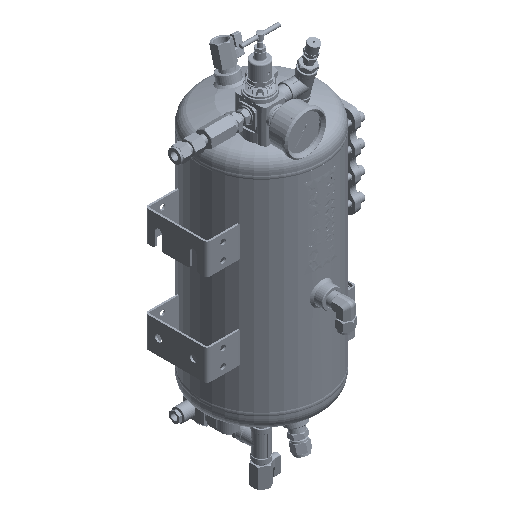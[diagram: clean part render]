
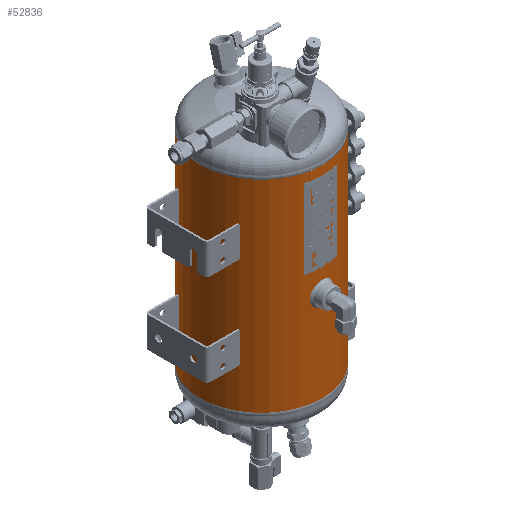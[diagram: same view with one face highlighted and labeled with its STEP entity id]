
A CAD part, isometric view. The second image highlights one B-rep face of the part: STEP entity #52836.
In plain terms, the highlighted cylindrical face has radius 100 mm (diameter 200 mm), a partial arc.
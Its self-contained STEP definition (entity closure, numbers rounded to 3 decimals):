
#3281=LINE('',#82464,#6721);
#3282=LINE('',#82469,#6722);
#3283=LINE('',#82473,#6723);
#3284=LINE('',#82477,#6724);
#6721=VECTOR('',#68133,1000.);
#6722=VECTOR('',#68136,1000.);
#6723=VECTOR('',#68139,1000.);
#6724=VECTOR('',#68142,1000.);
#10161=CIRCLE('',#62721,100.);
#10162=CIRCLE('',#62722,100.);
#10163=CIRCLE('',#62723,100.);
#10164=CIRCLE('',#62724,100.);
#12040=ORIENTED_EDGE('',*,*,#27880,.T.);
#12041=ORIENTED_EDGE('',*,*,#27881,.T.);
#12042=ORIENTED_EDGE('',*,*,#27882,.T.);
#12043=ORIENTED_EDGE('',*,*,#27883,.F.);
#12044=ORIENTED_EDGE('',*,*,#27884,.F.);
#12045=ORIENTED_EDGE('',*,*,#27885,.F.);
#12046=ORIENTED_EDGE('',*,*,#27886,.F.);
#12047=ORIENTED_EDGE('',*,*,#27887,.T.);
#12048=ORIENTED_EDGE('',*,*,#27888,.T.);
#12049=ORIENTED_EDGE('',*,*,#27889,.F.);
#12050=ORIENTED_EDGE('',*,*,#27890,.F.);
#27880=EDGE_CURVE('',#35800,#35800,#41330,.T.);
#27881=EDGE_CURVE('',#35801,#35801,#41331,.T.);
#27882=EDGE_CURVE('',#35802,#35802,#41332,.T.);
#27883=EDGE_CURVE('',#35803,#35804,#3281,.T.);
#27884=EDGE_CURVE('',#35805,#35803,#10161,.T.);
#27885=EDGE_CURVE('',#35806,#35805,#3282,.F.);
#27886=EDGE_CURVE('',#35807,#35806,#10162,.T.);
#27887=EDGE_CURVE('',#35807,#35808,#3283,.T.);
#27888=EDGE_CURVE('',#35808,#35809,#10163,.T.);
#27889=EDGE_CURVE('',#35810,#35809,#3284,.T.);
#27890=EDGE_CURVE('',#35804,#35810,#10164,.T.);
#35800=VERTEX_POINT('',#82439);
#35801=VERTEX_POINT('',#82451);
#35802=VERTEX_POINT('',#82463);
#35803=VERTEX_POINT('',#82465);
#35804=VERTEX_POINT('',#82466);
#35805=VERTEX_POINT('',#82468);
#35806=VERTEX_POINT('',#82470);
#35807=VERTEX_POINT('',#82472);
#35808=VERTEX_POINT('',#82474);
#35809=VERTEX_POINT('',#82476);
#35810=VERTEX_POINT('',#82478);
#41330=B_SPLINE_CURVE_WITH_KNOTS('',3,(#82420,#82421,#82422,#82423,#82424,
#82425,#82426,#82427,#82428,#82429,#82430,#82431,#82432,#82433,#82434,#82435,
#82436,#82437,#82438),.UNSPECIFIED.,.T.,.F.,(1,1,1,1,1,1,1,1,1,1,1,1,1,
1,1,1,1,1,1,1,1,1,1),(-0.018,-0.012,-0.006,
0.,0.006,0.012,0.018,0.023,
0.029,0.035,0.041,0.047,
0.053,0.059,0.065,0.07,
0.076,0.082,0.088,0.094,
0.1,0.106,0.112),.UNSPECIFIED.);
#41331=B_SPLINE_CURVE_WITH_KNOTS('',3,(#82440,#82441,#82442,#82443,#82444,
#82445,#82446,#82447,#82448,#82449,#82450),.UNSPECIFIED.,.T.,.F.,(1,1,1,
1,1,1,1,1,1,1,1,1,1,1,1),(-0.012,-0.008,-0.004,
0.,0.004,0.008,0.012,
0.016,0.02,0.023,0.027,
0.031,0.035,0.039,0.043),
 .UNSPECIFIED.);
#41332=B_SPLINE_CURVE_WITH_KNOTS('',3,(#82452,#82453,#82454,#82455,#82456,
#82457,#82458,#82459,#82460,#82461,#82462),.UNSPECIFIED.,.T.,.F.,(1,1,1,
1,1,1,1,1,1,1,1,1,1,1,1),(-0.012,-0.008,-0.004,
0.,0.004,0.008,0.012,
0.016,0.02,0.023,0.027,
0.031,0.035,0.039,0.043),
 .UNSPECIFIED.);
#43571=EDGE_LOOP('',(#12040));
#43572=EDGE_LOOP('',(#12041));
#43573=EDGE_LOOP('',(#12042));
#43574=EDGE_LOOP('',(#12043,#12044,#12045,#12046,#12047,#12048,#12049,#12050));
#47788=FACE_BOUND('',#43571,.T.);
#47789=FACE_BOUND('',#43572,.T.);
#47790=FACE_BOUND('',#43573,.T.);
#47791=FACE_BOUND('',#43574,.T.);
#52005=CYLINDRICAL_SURFACE('',#62720,100.);
#52836=ADVANCED_FACE('',(#47788,#47789,#47790,#47791),#52005,.T.);
#62720=AXIS2_PLACEMENT_3D('',#82419,#68131,#68132);
#62721=AXIS2_PLACEMENT_3D('',#82467,#68134,#68135);
#62722=AXIS2_PLACEMENT_3D('',#82471,#68137,#68138);
#62723=AXIS2_PLACEMENT_3D('',#82475,#68140,#68141);
#62724=AXIS2_PLACEMENT_3D('',#82479,#68143,#68144);
#68131=DIRECTION('',(0.,-1.,0.));
#68132=DIRECTION('',(0.,0.,-1.));
#68133=DIRECTION('',(0.,-1.,0.));
#68134=DIRECTION('',(0.,1.,0.));
#68135=DIRECTION('',(1.,0.,0.));
#68136=DIRECTION('',(0.,-1.,0.));
#68137=DIRECTION('',(0.,-1.,0.));
#68138=DIRECTION('',(1.,0.,0.));
#68139=DIRECTION('',(0.,-1.,0.));
#68140=DIRECTION('',(0.,1.,0.));
#68141=DIRECTION('',(1.,0.,0.));
#68142=DIRECTION('',(0.,-1.,0.));
#68143=DIRECTION('',(0.,-1.,0.));
#68144=DIRECTION('',(1.,0.,0.));
#82419=CARTESIAN_POINT('',(0.,330.,0.));
#82420=CARTESIAN_POINT('',(-98.994,187.429,14.208));
#82421=CARTESIAN_POINT('',(-98.806,181.503,15.395));
#82422=CARTESIAN_POINT('',(-98.993,175.608,14.214));
#82423=CARTESIAN_POINT('',(-99.436,170.625,10.88));
#82424=CARTESIAN_POINT('',(-99.878,167.295,5.9));
#82425=CARTESIAN_POINT('',(-100.061,166.117,0.009));
#82426=CARTESIAN_POINT('',(-99.879,167.288,-5.887));
#82427=CARTESIAN_POINT('',(-99.437,170.623,-10.879));
#82428=CARTESIAN_POINT('',(-98.992,175.61,-14.215));
#82429=CARTESIAN_POINT('',(-98.807,181.503,-15.391));
#82430=CARTESIAN_POINT('',(-98.992,187.396,-14.219));
#82431=CARTESIAN_POINT('',(-99.435,192.379,-10.892));
#82432=CARTESIAN_POINT('',(-99.877,195.718,-5.914));
#82433=CARTESIAN_POINT('',(-100.061,196.901,-0.013));
#82434=CARTESIAN_POINT('',(-99.878,195.728,5.889));
#82435=CARTESIAN_POINT('',(-99.437,192.395,10.874));
#82436=CARTESIAN_POINT('',(-98.994,187.429,14.208));
#82437=CARTESIAN_POINT('',(-98.806,181.503,15.395));
#82438=CARTESIAN_POINT('',(-98.993,175.608,14.214));
#82439=CARTESIAN_POINT('',(-98.869,181.508,15.));
#82440=CARTESIAN_POINT('',(3.922,158.915,-99.937));
#82441=CARTESIAN_POINT('',(-0.001,160.542,-100.031));
#82442=CARTESIAN_POINT('',(-3.918,158.916,-99.937));
#82443=CARTESIAN_POINT('',(-5.54,155.004,-99.844));
#82444=CARTESIAN_POINT('',(-3.921,151.083,-99.937));
#82445=CARTESIAN_POINT('',(-0.001,149.46,-100.031));
#82446=CARTESIAN_POINT('',(3.913,151.078,-99.938));
#82447=CARTESIAN_POINT('',(5.541,154.994,-99.844));
#82448=CARTESIAN_POINT('',(3.922,158.915,-99.937));
#82449=CARTESIAN_POINT('',(-0.001,160.542,-100.031));
#82450=CARTESIAN_POINT('',(-3.918,158.916,-99.937));
#82451=CARTESIAN_POINT('',(0.,160.,-100.));
#82452=CARTESIAN_POINT('',(3.922,48.915,-99.937));
#82453=CARTESIAN_POINT('',(-0.001,50.542,-100.031));
#82454=CARTESIAN_POINT('',(-3.918,48.916,-99.937));
#82455=CARTESIAN_POINT('',(-5.54,45.004,-99.844));
#82456=CARTESIAN_POINT('',(-3.921,41.083,-99.937));
#82457=CARTESIAN_POINT('',(-0.001,39.46,-100.031));
#82458=CARTESIAN_POINT('',(3.913,41.078,-99.938));
#82459=CARTESIAN_POINT('',(5.541,44.994,-99.844));
#82460=CARTESIAN_POINT('',(3.922,48.915,-99.937));
#82461=CARTESIAN_POINT('',(-0.001,50.542,-100.031));
#82462=CARTESIAN_POINT('',(-3.918,48.916,-99.937));
#82463=CARTESIAN_POINT('',(0.,50.,-100.));
#82464=CARTESIAN_POINT('',(-0.241,165.,100.));
#82465=CARTESIAN_POINT('',(-0.241,330.,100.));
#82466=CARTESIAN_POINT('',(-0.241,265.,100.));
#82467=CARTESIAN_POINT('',(0.,330.,0.));
#82468=CARTESIAN_POINT('',(0.241,330.,100.));
#82469=CARTESIAN_POINT('',(0.241,165.,100.));
#82470=CARTESIAN_POINT('',(0.241,265.,100.));
#82471=CARTESIAN_POINT('',(0.,265.,0.));
#82472=CARTESIAN_POINT('',(0.254,265.,100.));
#82473=CARTESIAN_POINT('',(0.254,265.,100.));
#82474=CARTESIAN_POINT('',(0.254,0.,100.));
#82475=CARTESIAN_POINT('',(0.,0.,0.));
#82476=CARTESIAN_POINT('',(-0.254,0.,100.));
#82477=CARTESIAN_POINT('',(-0.254,265.,100.));
#82478=CARTESIAN_POINT('',(-0.254,265.,100.));
#82479=CARTESIAN_POINT('',(0.,265.,0.));
